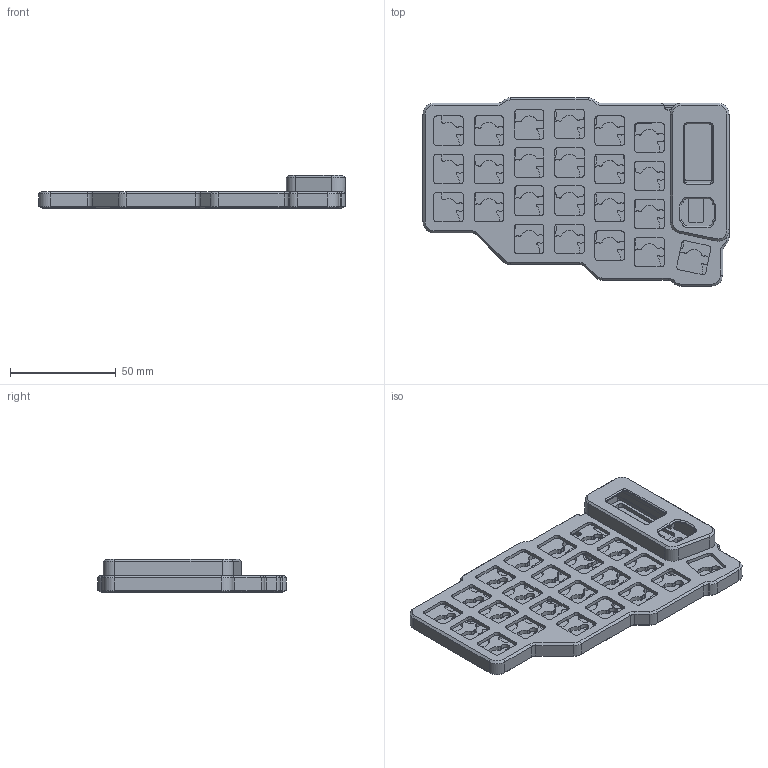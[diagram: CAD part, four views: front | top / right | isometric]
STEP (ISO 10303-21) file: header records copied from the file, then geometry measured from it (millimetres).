
FILE_DESCRIPTION(('HOOPS Exchange Step'),'2;1');
FILE_NAME('temp_export','2023-08-28T14:15:35+10:-30',('mobile'),('Shapr3D Limited'),'HOOPS Exchange 2023.2','Shapr3D','Authorized');
FILE_SCHEMA( ('AUTOMOTIVE_DESIGN { 1 0 10303 214 1 1 1 1 }') );
Length unit declared in the file: millimetre
Products named in the file (1): root
Bounding box: 144.45 x 88.83 x 15.79 mm (x, y, z)
Volume: 41789.6 mm3; surface area: 51272.2 mm2
Topology: 5 solids, 5 shells, 1693 faces, 4792 edges, 3152 vertices
Faces by surface type: cylinder 1005, plane 606, cone 82
Full cylindrical faces by diameter (mm): 1.65 x5, 2.25 x5, 3.6 x1, 4 x11, 6 x1, 9.5 x4
Entity records: 55856 total; most frequent: DIRECTION 10353, CARTESIAN_POINT 9638, ORIENTED_EDGE 9584, EDGE_CURVE 4792, AXIS2_PLACEMENT_3D 3867, VERTEX_POINT 3152, VECTOR 2619, LINE 2619
